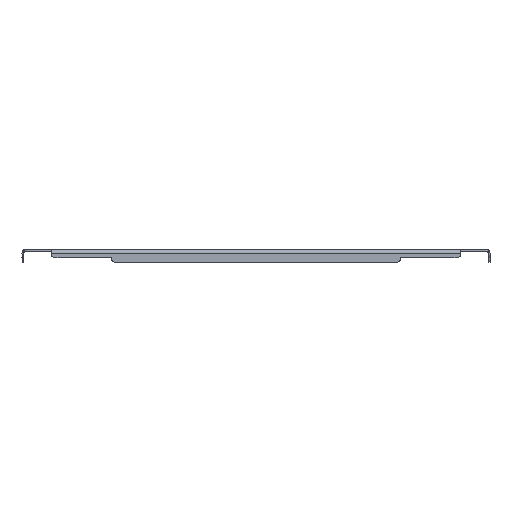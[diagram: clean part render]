
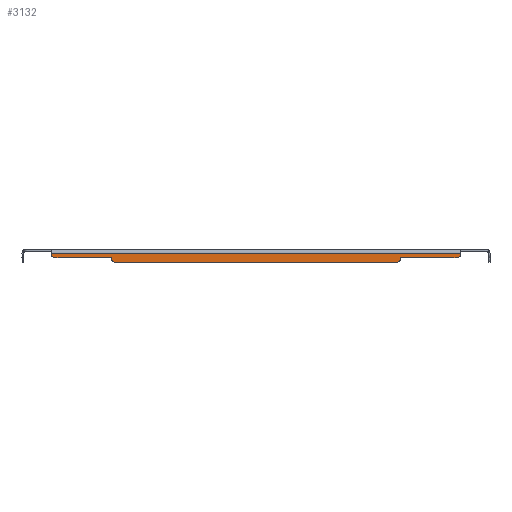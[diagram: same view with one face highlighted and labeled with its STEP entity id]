
A CAD part, front view. The second image highlights one B-rep face of the part: STEP entity #3132.
In plain terms, the highlighted planar face has unit normal (0, -1, 0).
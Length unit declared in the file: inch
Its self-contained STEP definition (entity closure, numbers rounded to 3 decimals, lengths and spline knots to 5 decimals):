
#49 = VERTEX_POINT ( 'NONE', #87 ) ;
#87 = CARTESIAN_POINT ( 'NONE',  ( 13.96875, -23.96875, -0.3125 ) ) ;
#123 = DIRECTION ( 'NONE',  ( 0., 0., -1. ) ) ;
#147 = CARTESIAN_POINT ( 'NONE',  ( 13.96875, -23.96875, 0. ) ) ;
#150 = LINE ( 'NONE', #2079, #2929 ) ;
#169 = DIRECTION ( 'NONE',  ( 0., 0., -1. ) ) ;
#195 = LINE ( 'NONE', #1190, #351 ) ;
#252 = CARTESIAN_POINT ( 'NONE',  ( 9.84375, -23.96875, -0.5625 ) ) ;
#351 = VECTOR ( 'NONE', #1508, 39.37008 ) ;
#433 = CARTESIAN_POINT ( 'NONE',  ( 9.59375, -23.96875, -0.625 ) ) ;
#455 = CARTESIAN_POINT ( 'NONE',  ( -9.59375, -23.96875, -0.625 ) ) ;
#485 = VERTEX_POINT ( 'NONE', #3112 ) ;
#496 = AXIS2_PLACEMENT_3D ( 'NONE', #455, #3042, #3019 ) ;
#499 = VECTOR ( 'NONE', #3681, 39.37008 ) ;
#505 = EDGE_CURVE ( 'NONE', #2321, #49, #578, .T. ) ;
#539 = EDGE_CURVE ( 'NONE', #989, #1271, #2338, .T. ) ;
#562 = CARTESIAN_POINT ( 'NONE',  ( -13.96875, -23.96875, -0.3125 ) ) ;
#578 = CIRCLE ( 'NONE', #2681, 0.25 ) ;
#580 = VERTEX_POINT ( 'NONE', #1893 ) ;
#789 = DIRECTION ( 'NONE',  ( 0., 0., -1. ) ) ;
#866 = CARTESIAN_POINT ( 'NONE',  ( -13.71875, -23.96875, -0.3125 ) ) ;
#878 = CARTESIAN_POINT ( 'NONE',  ( 13.96875, -23.96875, -0.237 ) ) ;
#919 = CARTESIAN_POINT ( 'NONE',  ( -9.59375, -23.96875, -0.875 ) ) ;
#969 = VERTEX_POINT ( 'NONE', #919 ) ;
#989 = VERTEX_POINT ( 'NONE', #562 ) ;
#992 = ORIENTED_EDGE ( 'NONE', *, *, #505, .T. ) ;
#1003 = VERTEX_POINT ( 'NONE', #878 ) ;
#1010 = VERTEX_POINT ( 'NONE', #1548 ) ;
#1016 = ORIENTED_EDGE ( 'NONE', *, *, #1254, .T. ) ;
#1084 = DIRECTION ( 'NONE',  ( 0., 0., -1. ) ) ;
#1085 = DIRECTION ( 'NONE',  ( 0., 0., -1. ) ) ;
#1157 = DIRECTION ( 'NONE',  ( 0., -1., 0. ) ) ;
#1190 = CARTESIAN_POINT ( 'NONE',  ( -15.84375, -23.96875, -0.5625 ) ) ;
#1237 = ORIENTED_EDGE ( 'NONE', *, *, #2721, .T. ) ;
#1254 = EDGE_CURVE ( 'NONE', #1010, #485, #2530, .T. ) ;
#1271 = VERTEX_POINT ( 'NONE', #3044 ) ;
#1359 = VECTOR ( 'NONE', #2852, 39.37008 ) ;
#1417 = VERTEX_POINT ( 'NONE', #2223 ) ;
#1432 = VECTOR ( 'NONE', #2743, 39.37008 ) ;
#1495 = DIRECTION ( 'NONE',  ( 0., -1., 0. ) ) ;
#1508 = DIRECTION ( 'NONE',  ( 1., 0., 0. ) ) ;
#1522 = ORIENTED_EDGE ( 'NONE', *, *, #2009, .T. ) ;
#1548 = CARTESIAN_POINT ( 'NONE',  ( 9.59375, -23.96875, -0.875 ) ) ;
#1600 = EDGE_CURVE ( 'NONE', #49, #1003, #4044, .T. ) ;
#1673 = LINE ( 'NONE', #3936, #499 ) ;
#1742 = ORIENTED_EDGE ( 'NONE', *, *, #2828, .F. ) ;
#1816 = CARTESIAN_POINT ( 'NONE',  ( 13.71875, -23.96875, -0.3125 ) ) ;
#1893 = CARTESIAN_POINT ( 'NONE',  ( -9.84375, -23.96875, -0.5625 ) ) ;
#2009 = EDGE_CURVE ( 'NONE', #1271, #580, #3147, .T. ) ;
#2079 = CARTESIAN_POINT ( 'NONE',  ( -15.84375, -23.96875, -0.875 ) ) ;
#2081 = CARTESIAN_POINT ( 'NONE',  ( -9.84375, -23.96875, -0.71875 ) ) ;
#2095 = ORIENTED_EDGE ( 'NONE', *, *, #3909, .T. ) ;
#2139 = EDGE_CURVE ( 'NONE', #2544, #485, #2958, .T. ) ;
#2194 = EDGE_LOOP ( 'NONE', ( #3073, #992, #3151, #1742, #4140, #3348, #1522, #2095, #2763, #1237, #1016, #2798 ) ) ;
#2223 = CARTESIAN_POINT ( 'NONE',  ( -13.96875, -23.96875, -0.237 ) ) ;
#2268 = EDGE_CURVE ( 'NONE', #2544, #2321, #195, .T. ) ;
#2278 = CARTESIAN_POINT ( 'NONE',  ( -15.84375, -23.96875, -0.5625 ) ) ;
#2318 = CARTESIAN_POINT ( 'NONE',  ( 9.84375, -23.96875, -0.71875 ) ) ;
#2321 = VERTEX_POINT ( 'NONE', #3555 ) ;
#2338 = CIRCLE ( 'NONE', #3635, 0.25 ) ;
#2359 = LINE ( 'NONE', #2081, #2795 ) ;
#2373 = PLANE ( 'NONE',  #2856 ) ;
#2380 = DIRECTION ( 'NONE',  ( 0., 0., -1. ) ) ;
#2520 = CIRCLE ( 'NONE', #496, 0.25 ) ;
#2530 = CIRCLE ( 'NONE', #3209, 0.25 ) ;
#2544 = VERTEX_POINT ( 'NONE', #252 ) ;
#2681 = AXIS2_PLACEMENT_3D ( 'NONE', #1816, #1495, #789 ) ;
#2721 = EDGE_CURVE ( 'NONE', #969, #1010, #150, .T. ) ;
#2741 = DIRECTION ( 'NONE',  ( 0., 0., -1. ) ) ;
#2743 = DIRECTION ( 'NONE',  ( 0., 0., 1. ) ) ;
#2763 = ORIENTED_EDGE ( 'NONE', *, *, #3873, .T. ) ;
#2795 = VECTOR ( 'NONE', #2380, 39.37008 ) ;
#2798 = ORIENTED_EDGE ( 'NONE', *, *, #2139, .F. ) ;
#2828 = EDGE_CURVE ( 'NONE', #1417, #1003, #1673, .T. ) ;
#2852 = DIRECTION ( 'NONE',  ( 1., 0., 0. ) ) ;
#2856 = AXIS2_PLACEMENT_3D ( 'NONE', #3011, #3358, #123 ) ;
#2929 = VECTOR ( 'NONE', #3058, 39.37008 ) ;
#2947 = VERTEX_POINT ( 'NONE', #3465 ) ;
#2958 = LINE ( 'NONE', #2318, #3475 ) ;
#3011 = CARTESIAN_POINT ( 'NONE',  ( -15.84375, -23.96875, 0. ) ) ;
#3019 = DIRECTION ( 'NONE',  ( 0., 0., -1. ) ) ;
#3042 = DIRECTION ( 'NONE',  ( 0., -1., 0. ) ) ;
#3044 = CARTESIAN_POINT ( 'NONE',  ( -13.71875, -23.96875, -0.5625 ) ) ;
#3058 = DIRECTION ( 'NONE',  ( 1., 0., 0. ) ) ;
#3073 = ORIENTED_EDGE ( 'NONE', *, *, #2268, .T. ) ;
#3111 = LINE ( 'NONE', #3377, #4151 ) ;
#3112 = CARTESIAN_POINT ( 'NONE',  ( 9.84375, -23.96875, -0.625 ) ) ;
#3132 = ADVANCED_FACE ( 'NONE', ( #3507 ), #2373, .T. ) ;
#3142 = DIRECTION ( 'NONE',  ( 0., -1., 0. ) ) ;
#3147 = LINE ( 'NONE', #2278, #1359 ) ;
#3151 = ORIENTED_EDGE ( 'NONE', *, *, #1600, .T. ) ;
#3209 = AXIS2_PLACEMENT_3D ( 'NONE', #433, #3142, #1084 ) ;
#3348 = ORIENTED_EDGE ( 'NONE', *, *, #539, .T. ) ;
#3352 = EDGE_CURVE ( 'NONE', #1417, #989, #3111, .T. ) ;
#3358 = DIRECTION ( 'NONE',  ( 0., -1., 0. ) ) ;
#3377 = CARTESIAN_POINT ( 'NONE',  ( -13.96875, -23.96875, 0. ) ) ;
#3465 = CARTESIAN_POINT ( 'NONE',  ( -9.84375, -23.96875, -0.625 ) ) ;
#3475 = VECTOR ( 'NONE', #1085, 39.37008 ) ;
#3507 = FACE_OUTER_BOUND ( 'NONE', #2194, .T. ) ;
#3555 = CARTESIAN_POINT ( 'NONE',  ( 13.71875, -23.96875, -0.5625 ) ) ;
#3635 = AXIS2_PLACEMENT_3D ( 'NONE', #866, #1157, #169 ) ;
#3681 = DIRECTION ( 'NONE',  ( 1., 0., 0. ) ) ;
#3873 = EDGE_CURVE ( 'NONE', #2947, #969, #2520, .T. ) ;
#3909 = EDGE_CURVE ( 'NONE', #580, #2947, #2359, .T. ) ;
#3936 = CARTESIAN_POINT ( 'NONE',  ( 13.96875, -23.96875, -0.237 ) ) ;
#4044 = LINE ( 'NONE', #147, #1432 ) ;
#4140 = ORIENTED_EDGE ( 'NONE', *, *, #3352, .T. ) ;
#4151 = VECTOR ( 'NONE', #2741, 39.37008 ) ;
